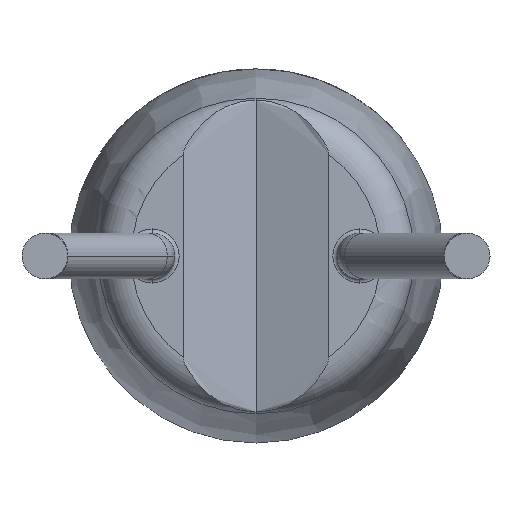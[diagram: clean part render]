
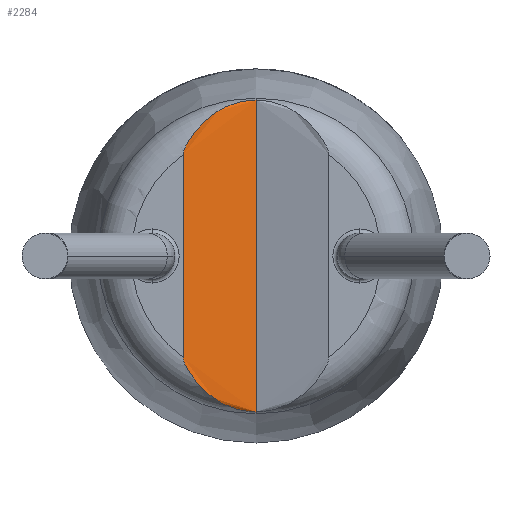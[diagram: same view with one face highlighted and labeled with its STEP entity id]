
A CAD part, front view. The second image highlights one B-rep face of the part: STEP entity #2284.
In plain terms, the highlighted free-form (B-spline) face has degree [3, 1] with [4, 2] control points.
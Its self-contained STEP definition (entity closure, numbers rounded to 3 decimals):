
#16 = CARTESIAN_POINT ( 'NONE',  ( -0.875, 0., -2.341 ) ) ;
#66 = B_SPLINE_CURVE_WITH_KNOTS ( 'NONE', 3,
 ( #2382, #4333, #3935, #4265, #2801, #2728, #417, #106, #4283, #4703, #4311, #1941, #3918, #4667 ),
 .UNSPECIFIED., .F., .F.,
 ( 4, 2, 2, 2, 2, 2, 4 ),
 ( 0., 0., 0., 0., 0.001, 0.001, 0.001 ),
 .UNSPECIFIED. ) ;
#106 = CARTESIAN_POINT ( 'NONE',  ( -0.679, 0.049, -1.562 ) ) ;
#212 = CARTESIAN_POINT ( 'NONE',  ( -0.875, 0., 1.222 ) ) ;
#417 = CARTESIAN_POINT ( 'NONE',  ( -0.771, 0.023, -1.446 ) ) ;
#478 = CARTESIAN_POINT ( 'NONE',  ( -0.101, 0.247, 1.873 ) ) ;
#559 = VECTOR ( 'NONE', #1173, 1000. ) ;
#661 = ORIENTED_EDGE ( 'NONE', *, *, #1323, .T. ) ;
#703 = VERTEX_POINT ( 'NONE', #1763 ) ;
#928 = ORIENTED_EDGE ( 'NONE', *, *, #4467, .T. ) ;
#1173 = DIRECTION ( 'NONE',  ( 0., 0., 1. ) ) ;
#1245 = CARTESIAN_POINT ( 'NONE',  ( -0.198, 0.224, 1.856 ) ) ;
#1323 = EDGE_CURVE ( 'NONE', #3076, #2495, #1533, .T. ) ;
#1368 = CARTESIAN_POINT ( 'NONE',  ( -0.848, 0.005, 1.319 ) ) ;
#1533 = B_SPLINE_CURVE_WITH_KNOTS ( 'NONE', 3,
 ( #4774, #478, #1245, #4339, #2841, #2020, #4729, #2403, #3216, #4827, #1368, #2505, #2150, #212 ),
 .UNSPECIFIED., .F., .F.,
 ( 4, 2, 2, 2, 2, 2, 4 ),
 ( 0., 0., 0.001, 0.001, 0.001, 0.001, 0.001 ),
 .UNSPECIFIED. ) ;
#1691 = DIRECTION ( 'NONE',  ( 0., 0., 1. ) ) ;
#1763 = CARTESIAN_POINT ( 'NONE',  ( 0., 0.25, -1.874 ) ) ;
#1802 = B_SPLINE_SURFACE_WITH_KNOTS ( 'NONE', 3, 1, ( 
 ( #2649, #3464 ),
 ( #1885, #3009 ),
 ( #4965, #4552 ),
 ( #3028, #3433 ) ),
 .UNSPECIFIED., .F., .F., .F.,
 ( 4, 4 ),
 ( 2, 2 ),
 ( 0., 1. ),
 ( 0., 1. ),
 .UNSPECIFIED. ) ;
#1885 = CARTESIAN_POINT ( 'NONE',  ( -0.312, 0.24, -1.897 ) ) ;
#1941 = CARTESIAN_POINT ( 'NONE',  ( -0.198, 0.224, -1.856 ) ) ;
#2020 = CARTESIAN_POINT ( 'NONE',  ( -0.611, 0.074, 1.63 ) ) ;
#2116 = LINE ( 'NONE', #16, #559 ) ;
#2150 = CARTESIAN_POINT ( 'NONE',  ( -0.875, 0., 1.248 ) ) ;
#2192 = CARTESIAN_POINT ( 'NONE',  ( -0.875, 0., 1.222 ) ) ;
#2198 = CARTESIAN_POINT ( 'NONE',  ( -0.875, 0., -1.222 ) ) ;
#2284 = ADVANCED_FACE ( 'NONE', ( #4107 ), #1802, .F. ) ;
#2382 = CARTESIAN_POINT ( 'NONE',  ( -0.875, 0., -1.222 ) ) ;
#2403 = CARTESIAN_POINT ( 'NONE',  ( -0.771, 0.023, 1.446 ) ) ;
#2495 = VERTEX_POINT ( 'NONE', #2192 ) ;
#2505 = CARTESIAN_POINT ( 'NONE',  ( -0.867, 0.001, 1.273 ) ) ;
#2649 = CARTESIAN_POINT ( 'NONE',  ( 0., 0.25, -1.897 ) ) ;
#2728 = CARTESIAN_POINT ( 'NONE',  ( -0.799, 0.015, -1.405 ) ) ;
#2801 = CARTESIAN_POINT ( 'NONE',  ( -0.836, 0.007, -1.341 ) ) ;
#2841 = CARTESIAN_POINT ( 'NONE',  ( -0.46, 0.132, 1.746 ) ) ;
#2937 = VERTEX_POINT ( 'NONE', #2198 ) ;
#2998 = ORIENTED_EDGE ( 'NONE', *, *, #4031, .F. ) ;
#3009 = CARTESIAN_POINT ( 'NONE',  ( -0.312, 0.24, 1.897 ) ) ;
#3028 = CARTESIAN_POINT ( 'NONE',  ( -0.875, 0., -1.897 ) ) ;
#3076 = VERTEX_POINT ( 'NONE', #3150 ) ;
#3150 = CARTESIAN_POINT ( 'NONE',  ( 0., 0.25, 1.874 ) ) ;
#3216 = CARTESIAN_POINT ( 'NONE',  ( -0.8, 0.015, 1.405 ) ) ;
#3433 = CARTESIAN_POINT ( 'NONE',  ( -0.875, 0., 1.897 ) ) ;
#3464 = CARTESIAN_POINT ( 'NONE',  ( 0., 0.25, 1.897 ) ) ;
#3697 = EDGE_CURVE ( 'NONE', #703, #3076, #3873, .T. ) ;
#3702 = ORIENTED_EDGE ( 'NONE', *, *, #3697, .T. ) ;
#3873 = LINE ( 'NONE', #4814, #4329 ) ;
#3918 = CARTESIAN_POINT ( 'NONE',  ( -0.101, 0.247, -1.873 ) ) ;
#3935 = CARTESIAN_POINT ( 'NONE',  ( -0.867, 0.001, -1.272 ) ) ;
#4031 = EDGE_CURVE ( 'NONE', #2937, #2495, #2116, .T. ) ;
#4107 = FACE_OUTER_BOUND ( 'NONE', #4817, .T. ) ;
#4265 = CARTESIAN_POINT ( 'NONE',  ( -0.848, 0.005, -1.319 ) ) ;
#4283 = CARTESIAN_POINT ( 'NONE',  ( -0.612, 0.073, -1.63 ) ) ;
#4311 = CARTESIAN_POINT ( 'NONE',  ( -0.378, 0.166, -1.793 ) ) ;
#4329 = VECTOR ( 'NONE', #1691, 1000. ) ;
#4333 = CARTESIAN_POINT ( 'NONE',  ( -0.875, 0., -1.248 ) ) ;
#4339 = CARTESIAN_POINT ( 'NONE',  ( -0.377, 0.166, 1.793 ) ) ;
#4467 = EDGE_CURVE ( 'NONE', #2937, #703, #66, .T. ) ;
#4552 = CARTESIAN_POINT ( 'NONE',  ( -0.566, 0.053, 1.897 ) ) ;
#4667 = CARTESIAN_POINT ( 'NONE',  ( 0., 0.25, -1.874 ) ) ;
#4703 = CARTESIAN_POINT ( 'NONE',  ( -0.461, 0.132, -1.746 ) ) ;
#4729 = CARTESIAN_POINT ( 'NONE',  ( -0.68, 0.049, 1.561 ) ) ;
#4774 = CARTESIAN_POINT ( 'NONE',  ( 0., 0.25, 1.874 ) ) ;
#4814 = CARTESIAN_POINT ( 'NONE',  ( 0., 0.25, -2.341 ) ) ;
#4817 = EDGE_LOOP ( 'NONE', ( #928, #3702, #661, #2998 ) ) ;
#4827 = CARTESIAN_POINT ( 'NONE',  ( -0.837, 0.007, 1.34 ) ) ;
#4965 = CARTESIAN_POINT ( 'NONE',  ( -0.566, 0.053, -1.897 ) ) ;
